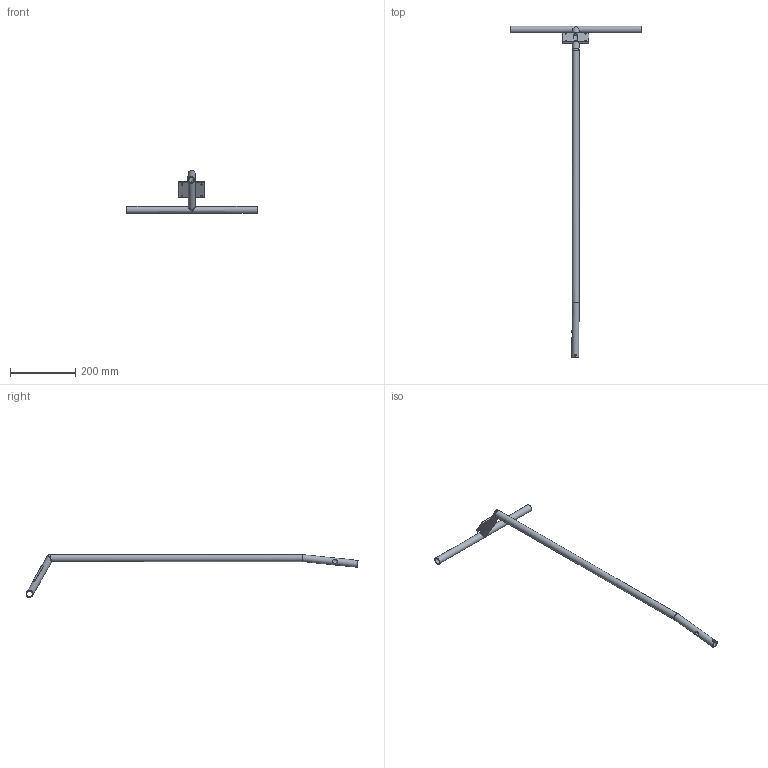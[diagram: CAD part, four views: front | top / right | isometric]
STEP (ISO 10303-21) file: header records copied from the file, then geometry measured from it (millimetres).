
FILE_DESCRIPTION(/* description */ (''),/* implementation_level */ '2;1');
FILE_NAME(/* name */ 'Lenker_v1.step',/* time_stamp */ '2025-03-29T15:26:42+01:00',/* author */ (''),/* organization */ (''),/* preprocessor_version */ 'ST-DEVELOPER v20.1',/* originating_system */ 'Autodesk Translation Framework v14.4.0.0',/* authorisation */ '');
FILE_SCHEMA (('AUTOMOTIVE_DESIGN { 1 0 10303 214 3 1 1 }'));
Length unit declared in the file: millimetre
Products named in the file (3): Lenker; Komponente_lenker_nicht_verwende; Component2
Assembly tree (2 placements, depth 2):
  Lenker
    Komponente_lenker_nicht_verwende
    Component2
Bounding box: 400 x 1019.29 x 131.31 mm (x, y, z)
Volume: 325143.5 mm3; surface area: 287005.3 mm2
Topology: 3 solids, 3 shells, 76 faces, 226 edges, 153 vertices
Faces by surface type: plane 38, cylinder 37, bspline 1
Full cylindrical faces by diameter (mm): 4 x8, 6.5 x1, 12 x2, 17 x5, 21.3 x5
Entity records: 3247 total; most frequent: CARTESIAN_POINT 1065, ORIENTED_EDGE 452, DIRECTION 428, EDGE_CURVE 226, AXIS2_PLACEMENT_3D 168, VERTEX_POINT 153, EDGE_LOOP 105, LINE 92
